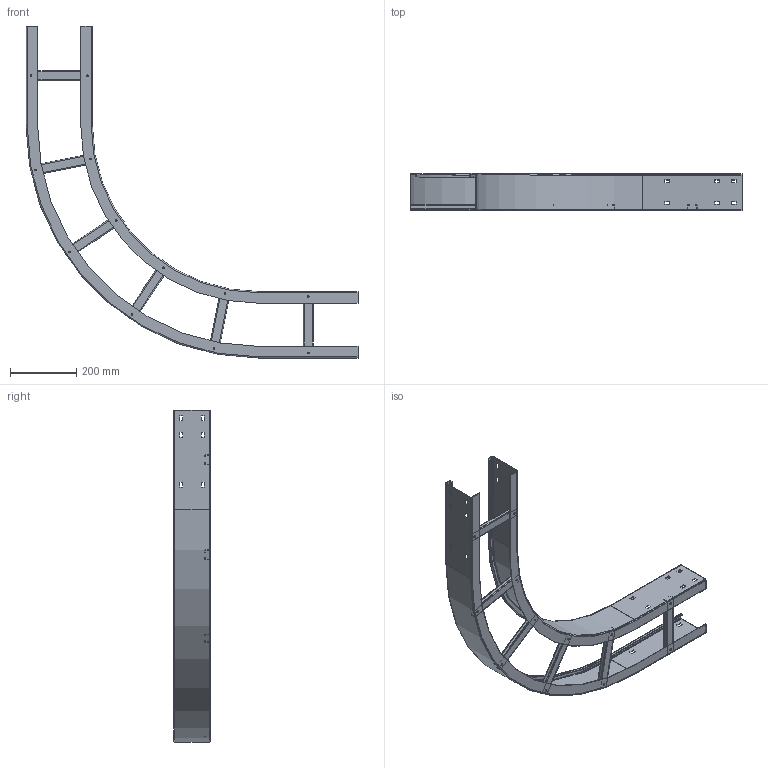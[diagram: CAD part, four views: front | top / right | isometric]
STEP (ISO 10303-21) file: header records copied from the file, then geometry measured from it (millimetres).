
FILE_DESCRIPTION((''),'2;1');
FILE_NAME('ASM0001_ASM','2013-01-11T',('AndreasKeweloh'),(''),'PRO/ENGINEER BY PARAMETRIC TECHNOLOGY CORPORATION, 2012230','PRO/ENGINEER BY PARAMETRIC TECHNOLOGY CORPORATION, 2012230','');
FILE_SCHEMA(('CONFIG_CONTROL_DESIGN'));
Length unit declared in the file: millimetre
Products named in the file (4): KTS_05_018-012_L_195; KTS_05_012-077_AU_ENHOLM_110_X_; KTS_05_012-076_INNENHOLM_110_X_; ASM0001_ASM
Assembly tree (8 placements, depth 2):
  ASM0001_ASM
    KTS_05_018-012_L_195  x6
    KTS_05_012-077_AU_ENHOLM_110_X_
    KTS_05_012-076_INNENHOLM_110_X_
Bounding box: 1000 x 110 x 1000 mm (x, y, z)
Volume: 1126718.7 mm3; surface area: 1184606.2 mm2
Topology: 8 solids, 8 shells, 524 faces, 1308 edges, 800 vertices
Faces by surface type: plane 310, cylinder 202, torus 12
Entity records: 11012 total; most frequent: DIRECTION 1956, CARTESIAN_POINT 1874, ORIENTED_EDGE 1856, EDGE_CURVE 928, AXIS2_PLACEMENT_3D 682, VERTEX_POINT 600, VECTOR 592, LINE 592
